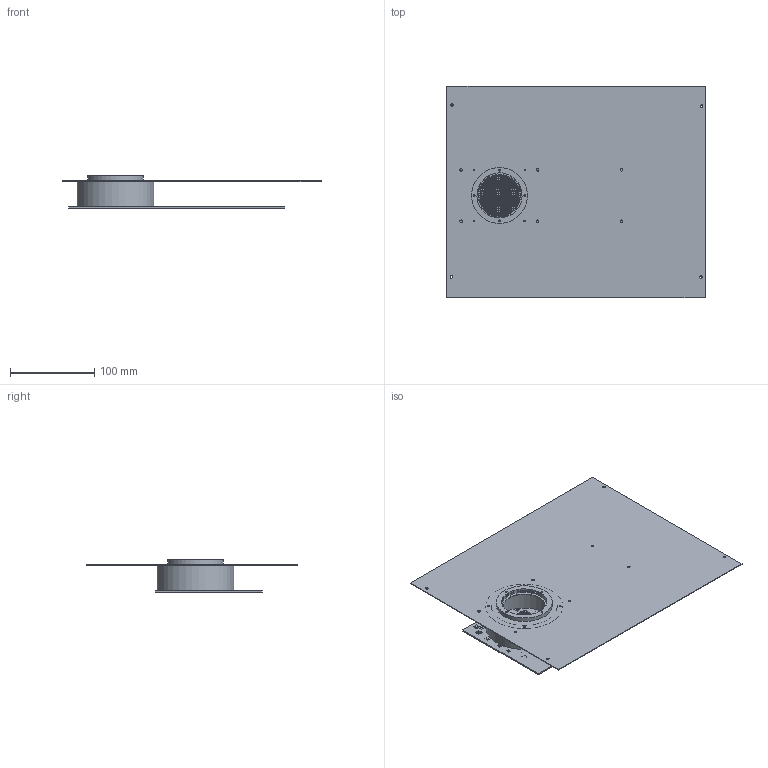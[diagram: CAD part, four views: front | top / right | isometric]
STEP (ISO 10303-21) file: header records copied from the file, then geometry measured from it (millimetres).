
FILE_DESCRIPTION(/* description */ (''),/* implementation_level */ '2;1');
FILE_NAME(/* name */ 'Cache4 v45.step',/* time_stamp */ '2025-07-02T20:01:08+02:00',/* author */ (''),/* organization */ (''),/* preprocessor_version */ 'ST-DEVELOPER v20.1',/* originating_system */ 'Autodesk Translation Framework v14.10.0.0',/* authorisation */ '');
FILE_SCHEMA (('AUTOMOTIVE_DESIGN { 1 0 10303 214 3 1 1 }'));
Length unit declared in the file: millimetre
Products named in the file (24): Cache4; Plaque8; CAMERA; Circuit imprimé; Packages; CP_RADIAL_TANTAL_D5.0MM_P2.50MM; C_RADIAL_D5.0MM_H5.0MM_P2.00MM; C_RECT_L4.0MM_W2.5MM_P2.50MM; MOLEX_SL_171971-0025_1X25_P2.54MM_VERTICAL; MOLEX_SL_171971-0025_1X25_P2.54MM_VERTICAL_V1; MOLEX_SL_171971-0025_1X25_P2.54MM_VERTICAL_V2; MOLEX_SL_171971-0025_1X25_P2.54MM_VERTICAL_V3; PINHEADER_1X06_P2.54MM_HORIZONTAL; PINHEADER_1X08_P2.54MM_HORIZONTAL; PINHEADER_1X10_P2.54MM_HORIZONTAL; PINHEADER_1X19_P2.54MM_VERTICAL; PINHEADER_1X19_P2.54MM_VERTICAL_V1; SOLDERJUMPER-2_P1.3MM_OPEN_ROUNDEDPAD1.0X1.5MM; LED_D3.0MM; TO-92_INLINE; POTENTIOMETER_BOURNS_3296W_VERTICAL; R_AXIAL_DIN0207_L6.3MM_D2.5MM_P10.16MM_HORIZONTAL; TESTPOINT_THTPAD_D4.0MM_DRILL2.0MM; Bague4
Assembly tree (82 placements, depth 4):
  Cache4
    Plaque8
    CAMERA
      Circuit imprimé
      Packages
        CP_RADIAL_TANTAL_D5.0MM_P2.50MM  x2
        C_RADIAL_D5.0MM_H5.0MM_P2.00MM  x9
        C_RECT_L4.0MM_W2.5MM_P2.50MM  x25
        MOLEX_SL_171971-0025_1X25_P2.54MM_VERTICAL
        MOLEX_SL_171971-0025_1X25_P2.54MM_VERTICAL_V1
        MOLEX_SL_171971-0025_1X25_P2.54MM_VERTICAL_V2
        MOLEX_SL_171971-0025_1X25_P2.54MM_VERTICAL_V3
        PINHEADER_1X06_P2.54MM_HORIZONTAL
        PINHEADER_1X08_P2.54MM_HORIZONTAL  x2
        PINHEADER_1X10_P2.54MM_HORIZONTAL
        PINHEADER_1X19_P2.54MM_VERTICAL  x12
        PINHEADER_1X19_P2.54MM_VERTICAL_V1  x7
        SOLDERJUMPER-2_P1.3MM_OPEN_ROUNDEDPAD1.0X1.5MM
        LED_D3.0MM
        TO-92_INLINE
        POTENTIOMETER_BOURNS_3296W_VERTICAL  x7
        R_AXIAL_DIN0207_L6.3MM_D2.5MM_P10.16MM_HORIZONTAL  x3
        TESTPOINT_THTPAD_D4.0MM_DRILL2.0MM
    Bague4
Bounding box: 308.1 x 251.31 x 38.35 mm (x, y, z)
Volume: 166893.7 mm3; surface area: 261453.8 mm2
Topology: 81 solids, 81 shells, 1210 faces, 3144 edges, 2096 vertices
Faces by surface type: cylinder 718, plane 492
Full cylindrical faces by diameter (mm): 0.4 x76, 0.6 x18, 0.75 x3, 0.8 x81, 0.9 x2, 1 x393, 1.09 x100, 2 x16, 3 x11, 50 x1, 66.25 x1, 78.343 x1, 91.523 x1
Entity records: 32801 total; most frequent: DIRECTION 5802, CARTESIAN_POINT 5023, ORIENTED_EDGE 4872, EDGE_CURVE 2436, AXIS2_PLACEMENT_3D 2403, EDGE_LOOP 2262, VERTEX_POINT 1624, CIRCLE 1440
